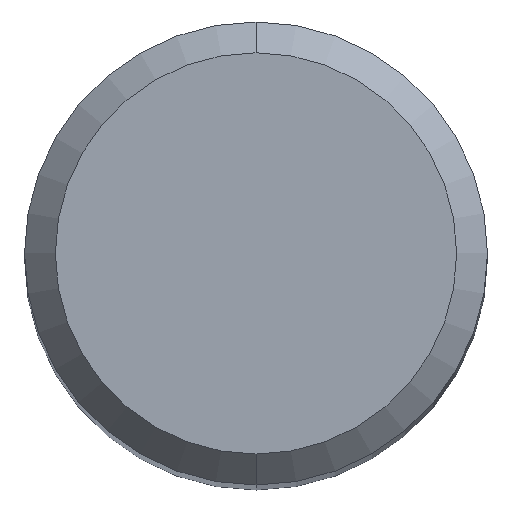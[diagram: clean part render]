
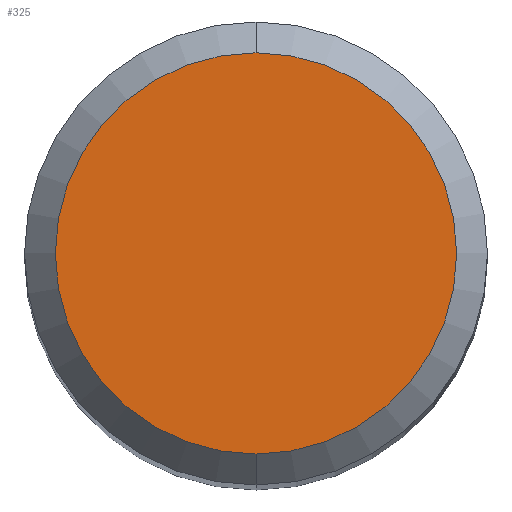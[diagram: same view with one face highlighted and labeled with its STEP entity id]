
A CAD part, top view. The second image highlights one B-rep face of the part: STEP entity #325.
In plain terms, the highlighted planar face has unit normal (0, 0, 1).
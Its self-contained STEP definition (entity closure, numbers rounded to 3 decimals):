
#191=VERTEX_POINT('',#522);
#325=ADVANCED_FACE('',(#667),#668,.T.);
#365=EDGE_CURVE('',#191,#413,#713,.T.);
#407=EDGE_CURVE('',#413,#191,#761,.T.);
#413=VERTEX_POINT('',#769);
#522=CARTESIAN_POINT('',(0.,-2.6,0.0));
#667=FACE_OUTER_BOUND('',#1212,.T.);
#668=PLANE('',#1213);
#713=CIRCLE('',#1322,2.6);
#761=CIRCLE('',#1377,2.6);
#769=CARTESIAN_POINT('',(0.0,2.6,0.0));
#1212=EDGE_LOOP('',(#1691,#1692));
#1213=AXIS2_PLACEMENT_3D('',#1693,#1694,#1695);
#1322=AXIS2_PLACEMENT_3D('',#1737,#1738,#1739);
#1377=AXIS2_PLACEMENT_3D('',#1796,#1797,#1798);
#1691=ORIENTED_EDGE('',*,*,#407,.F.);
#1692=ORIENTED_EDGE('',*,*,#365,.F.);
#1693=CARTESIAN_POINT('',(0.0,1.3,0.0));
#1694=DIRECTION('',(-0.0,0.0,1.0));
#1695=DIRECTION('',(0.0,-1.0,0.0));
#1737=CARTESIAN_POINT('',(0.0,0.0,0.0));
#1738=DIRECTION('',(0.0,0.0,-1.0));
#1739=DIRECTION('',(0.0,1.0,0.0));
#1796=CARTESIAN_POINT('',(0.0,0.0,0.0));
#1797=DIRECTION('',(0.0,0.0,-1.0));
#1798=DIRECTION('',(0.0,1.0,0.0));
